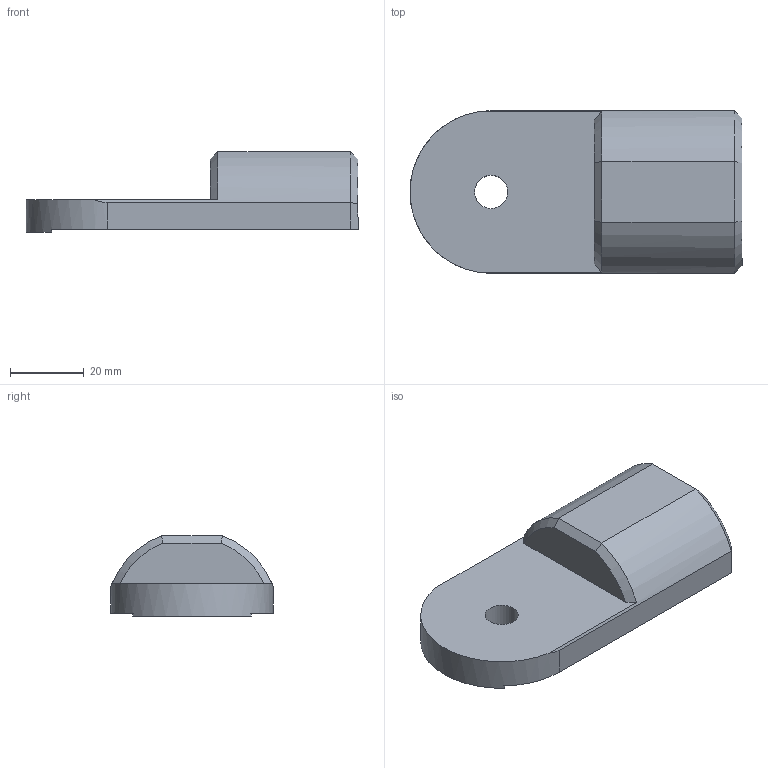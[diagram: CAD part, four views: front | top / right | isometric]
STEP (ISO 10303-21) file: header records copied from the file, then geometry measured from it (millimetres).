
FILE_DESCRIPTION((''),'2;1');
FILE_NAME('欄杆壓片-轉角2YM-RD90.stp','2013-07-10T16:44:26',('user'),(''),'Autodesk Inventor 2012','Autodesk Inventor 2012','');
FILE_SCHEMA(('AUTOMOTIVE_DESIGN { 1 0 10303 214 1 1 1 1 }'));
Length unit declared in the file: millimetre
Products named in the file (1): 欄杆壓片-轉角2YM-RD90
Bounding box: 90 x 44 x 21.8 mm (x, y, z)
Volume: 32195.8 mm3; surface area: 11509.7 mm2
Topology: 1 solids, 1 shells, 27 faces, 69 edges, 44 vertices
Faces by surface type: plane 17, cylinder 6, cone 4
Full cylindrical faces by diameter (mm): 9 x1
Entity records: 848 total; most frequent: CARTESIAN_POINT 172, ORIENTED_EDGE 136, DIRECTION 132, EDGE_CURVE 68, AXIS2_PLACEMENT_3D 46, VERTEX_POINT 44, VECTOR 40, LINE 40
